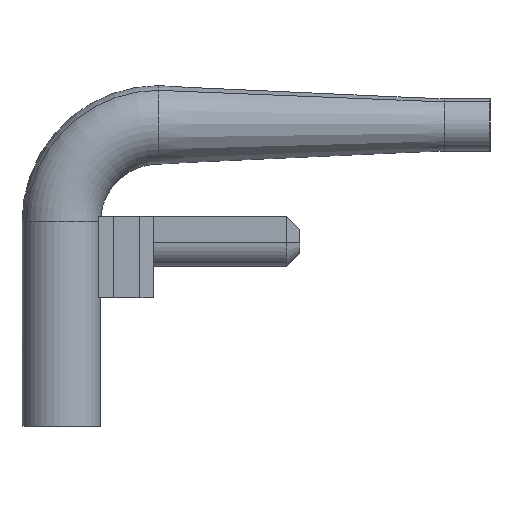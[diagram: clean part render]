
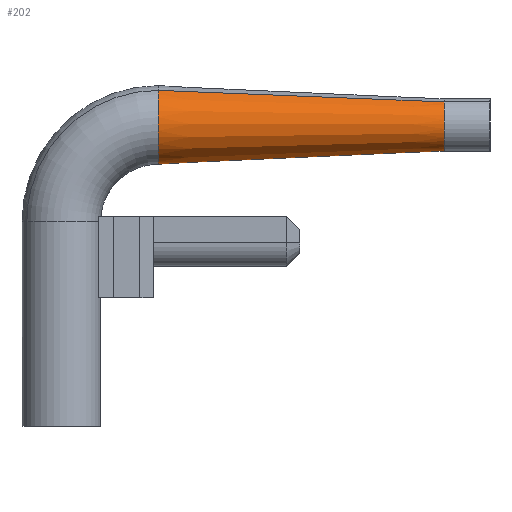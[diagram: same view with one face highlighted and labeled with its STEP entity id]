
A CAD part, left-side view. The second image highlights one B-rep face of the part: STEP entity #202.
In plain terms, the highlighted conical face has half-angle 2.626 degrees and reference radius 1 mm.
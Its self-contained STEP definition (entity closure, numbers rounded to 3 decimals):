
#138=AXIS2_PLACEMENT_3D('Circle Axis2P3D',#136,#137,$) ;
#175=AXIS2_PLACEMENT_3D('Cone Axis2P3D',#172,#173,#174) ;
#186=AXIS2_PLACEMENT_3D('Circle Axis2P3D',#184,#185,$) ;
#133=CARTESIAN_POINT('Vertex',(1.021,1.75,12.378)) ;
#136=CARTESIAN_POINT('Axis2P3D Location',(1.5,1.75,11.5)) ;
#140=CARTESIAN_POINT('Vertex',(1.979,1.75,10.622)) ;
#172=CARTESIAN_POINT('Axis2P3D Location',(1.5,1.75,11.5)) ;
#177=CARTESIAN_POINT('Line Origine',(0.901,7.2,12.597)) ;
#181=CARTESIAN_POINT('Vertex',(0.781,12.65,12.816)) ;
#184=CARTESIAN_POINT('Axis2P3D Location',(1.5,12.65,11.5)) ;
#188=CARTESIAN_POINT('Vertex',(2.219,12.65,10.184)) ;
#191=CARTESIAN_POINT('Line Origine',(2.099,7.2,10.403)) ;
#137=DIRECTION('Axis2P3D Direction',(0.,-1.,0.)) ;
#173=DIRECTION('Axis2P3D Direction',(-0.,1.,-0.)) ;
#174=DIRECTION('Axis2P3D XDirection',(-0.479,0.,0.878)) ;
#178=DIRECTION('Vector Direction',(-0.022,0.999,0.04)) ;
#185=DIRECTION('Axis2P3D Direction',(0.,1.,-0.)) ;
#192=DIRECTION('Vector Direction',(0.022,0.999,-0.04)) ;
#179=VECTOR('Line Direction',#178,1.) ;
#193=VECTOR('Line Direction',#192,1.) ;
#197=ORIENTED_EDGE('',*,*,#142,.F.) ;
#198=ORIENTED_EDGE('',*,*,#183,.T.) ;
#199=ORIENTED_EDGE('',*,*,#190,.F.) ;
#200=ORIENTED_EDGE('',*,*,#195,.F.) ;
#202=ADVANCED_FACE('Hauptkoerper',(#201),#176,.T.) ;
#139=CIRCLE('generated circle',#138,1.) ;
#187=CIRCLE('generated circle',#186,1.5) ;
#176=CONICAL_SURFACE('Cone',#175,1.,0.046) ;
#142=EDGE_CURVE('',#134,#141,#139,.T.) ;
#183=EDGE_CURVE('',#134,#182,#180,.T.) ;
#190=EDGE_CURVE('',#189,#182,#187,.T.) ;
#195=EDGE_CURVE('',#141,#189,#194,.T.) ;
#196=EDGE_LOOP('',(#197,#198,#199,#200)) ;
#201=FACE_OUTER_BOUND('',#196,.T.) ;
#180=LINE('Line',#177,#179) ;
#194=LINE('Line',#191,#193) ;
#134=VERTEX_POINT('',#133) ;
#141=VERTEX_POINT('',#140) ;
#182=VERTEX_POINT('',#181) ;
#189=VERTEX_POINT('',#188) ;
